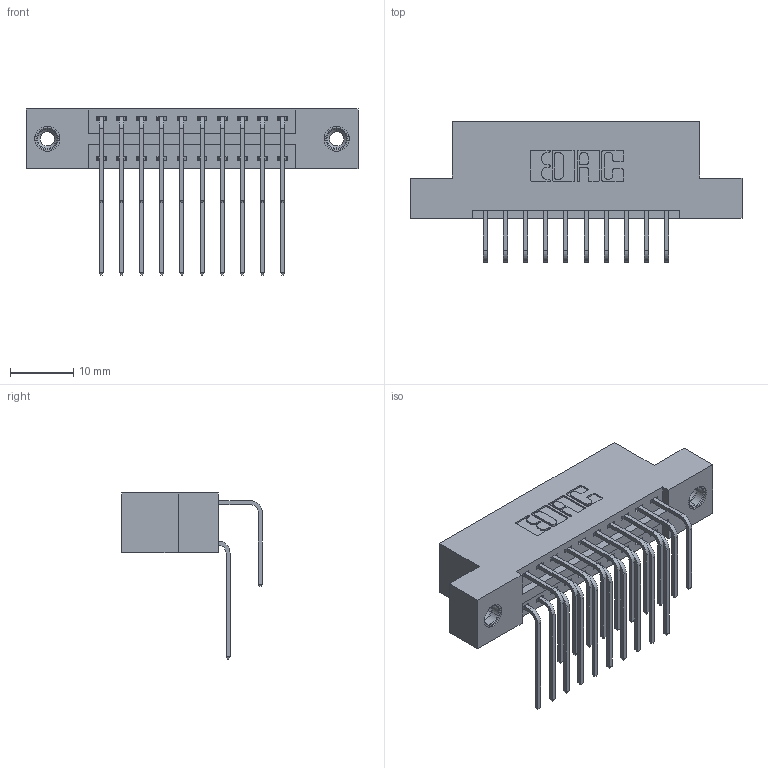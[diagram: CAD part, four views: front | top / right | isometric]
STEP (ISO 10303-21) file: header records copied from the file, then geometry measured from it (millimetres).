
FILE_DESCRIPTION (( 'STEP AP203' ), '1' );
FILE_NAME ('396-020-558-208.STEP', '2018-09-01T06:39:29', ( '' ), ( '' ), 'SwSTEP 2.0', 'SolidWorks 2016', '' );
FILE_SCHEMA (( 'CONFIG_CONTROL_DESIGN' ));
Length unit declared in the file: inch
Products named in the file (5): 345-250-001_345-250-003-102; 396-020-558-208; 346 Part_Flush Mounting Lugs - 0.156 Dia-TI; 345-292-001_558 559 Tail - 1; 345-292-001_558 Tail - 2
Assembly tree (23 placements, depth 2):
  396-020-558-208
    346 Part_Flush Mounting Lugs - 0.156 Dia-TI
    345-292-001_558 559 Tail - 1  x10
    345-292-001_558 Tail - 2  x10
    345-250-001_345-250-003-102  x2
Bounding box: 52.32 x 22.16 x 26.16 mm (x, y, z)
Volume: 4962.6 mm3; surface area: 6891.9 mm2
Topology: 23 solids, 23 shells, 1262 faces, 3685 edges, 2422 vertices
Faces by surface type: plane 848, cylinder 398, cone 12, torus 4
Entity records: 13804 total; most frequent: CARTESIAN_POINT 2354, ORIENTED_EDGE 2230, DIRECTION 2125, EDGE_CURVE 1115, LINE 883, VECTOR 883, VERTEX_POINT 736, AXIS2_PLACEMENT_3D 621
